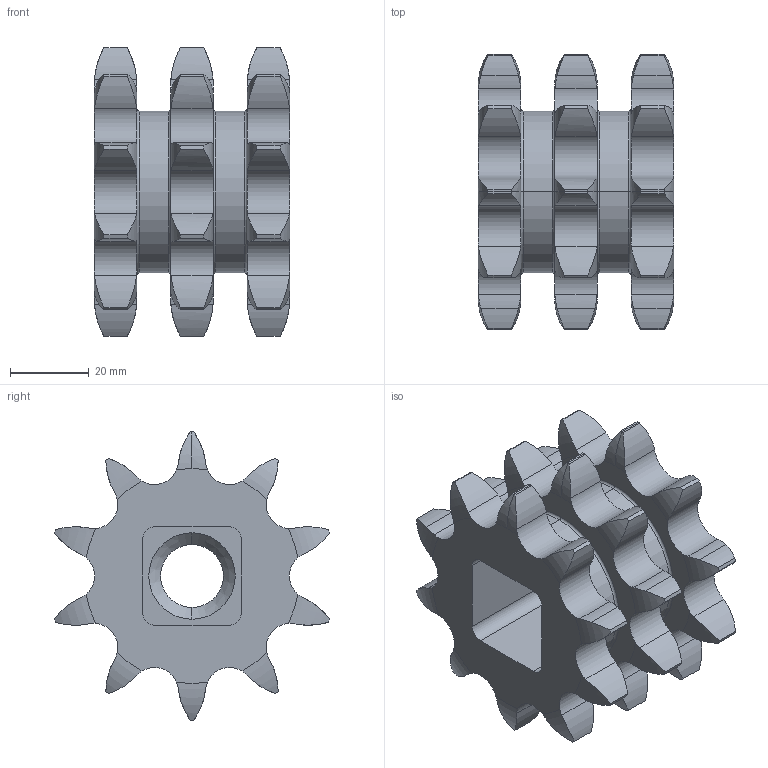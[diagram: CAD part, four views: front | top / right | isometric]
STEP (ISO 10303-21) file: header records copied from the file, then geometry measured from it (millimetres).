
FILE_DESCRIPTION (( 'STEP AP203' ), '1' );
FILE_NAME ('12B3 10T.STEP', '2017-03-10T10:44:02', ( '' ), ( '' ), 'SwSTEP 2.0', 'SolidWorks 2015', '' );
FILE_SCHEMA (( 'CONFIG_CONTROL_DESIGN' ));
Length unit declared in the file: millimetre
Products named in the file (1): 12B3 10T
Bounding box: 49.78 x 70.07 x 73.39 mm (x, y, z)
Volume: 80036.9 mm3; surface area: 25790.4 mm2
Topology: 1 solids, 1 shells, 243 faces, 687 edges, 452 vertices
Faces by surface type: cylinder 153, torus 74, plane 12, cone 4
Entity records: 9068 total; most frequent: CARTESIAN_POINT 2967, ORIENTED_EDGE 1374, DIRECTION 1165, EDGE_CURVE 687, AXIS2_PLACEMENT_3D 498, VERTEX_POINT 452, B_SPLINE_CURVE_WITH_KNOTS 264, CIRCLE 254
